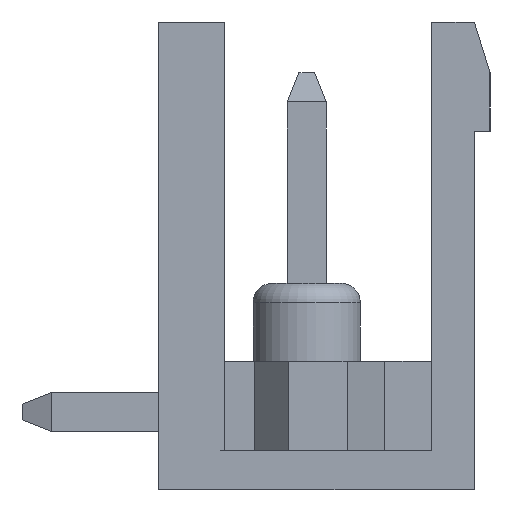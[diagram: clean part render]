
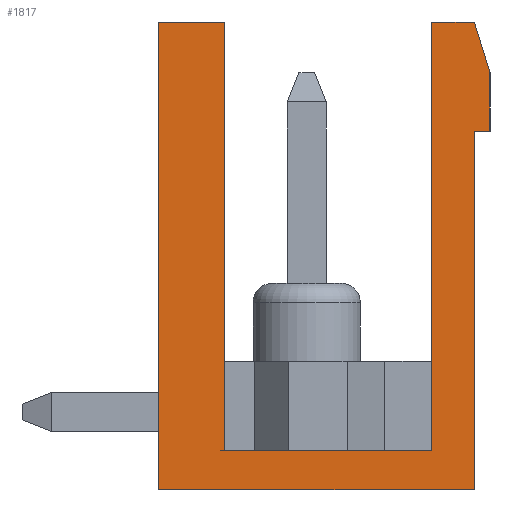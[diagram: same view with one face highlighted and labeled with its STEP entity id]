
A CAD part, left-side view. The second image highlights one B-rep face of the part: STEP entity #1817.
In plain terms, the highlighted planar face has unit normal (-1, 0, 0).
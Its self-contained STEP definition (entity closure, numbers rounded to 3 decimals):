
#1817 = ADVANCED_FACE( '', ( #3736 ), #3737, .F. );
#3736 = FACE_OUTER_BOUND( '', #5803, .T. );
#3737 = PLANE( '', #5804 );
#5803 = EDGE_LOOP( '', ( #10978, #10979, #10980, #10981, #10982, #10983, #10984, #10985, #10986, #10987, #10988 ) );
#5804 = AXIS2_PLACEMENT_3D( '', #10989, #10990, #10991 );
#10978 = ORIENTED_EDGE( '', *, *, #14755, .T. );
#10979 = ORIENTED_EDGE( '', *, *, #14773, .F. );
#10980 = ORIENTED_EDGE( '', *, *, #13142, .F. );
#10981 = ORIENTED_EDGE( '', *, *, #14974, .F. );
#10982 = ORIENTED_EDGE( '', *, *, #14517, .T. );
#10983 = ORIENTED_EDGE( '', *, *, #14975, .F. );
#10984 = ORIENTED_EDGE( '', *, *, #13875, .F. );
#10985 = ORIENTED_EDGE( '', *, *, #14011, .F. );
#10986 = ORIENTED_EDGE( '', *, *, #14399, .T. );
#10987 = ORIENTED_EDGE( '', *, *, #14128, .T. );
#10988 = ORIENTED_EDGE( '', *, *, #14922, .F. );
#10989 = CARTESIAN_POINT( '', ( -48.26, 0., 0. ) );
#10990 = DIRECTION( '', ( 1., 0., 0. ) );
#10991 = DIRECTION( '', ( 0., 0., -1. ) );
#13142 = EDGE_CURVE( '', #15974, #15976, #15977, .T. );
#13875 = EDGE_CURVE( '', #17185, #17186, #17187, .T. );
#14011 = EDGE_CURVE( '', #17403, #17185, #17404, .T. );
#14128 = EDGE_CURVE( '', #17581, #17582, #17583, .T. );
#14399 = EDGE_CURVE( '', #17403, #17581, #17972, .T. );
#14517 = EDGE_CURVE( '', #18136, #18134, #18137, .T. );
#14755 = EDGE_CURVE( '', #18445, #18446, #18447, .T. );
#14773 = EDGE_CURVE( '', #15976, #18446, #18470, .T. );
#14922 = EDGE_CURVE( '', #18445, #17582, #18654, .T. );
#14974 = EDGE_CURVE( '', #18136, #15974, #18715, .T. );
#14975 = EDGE_CURVE( '', #17186, #18134, #18716, .T. );
#15974 = VERTEX_POINT( '', #20053 );
#15976 = VERTEX_POINT( '', #20056 );
#15977 = LINE( '', #20057, #20058 );
#17185 = VERTEX_POINT( '', #21808 );
#17186 = VERTEX_POINT( '', #21809 );
#17187 = LINE( '', #21810, #21811 );
#17403 = VERTEX_POINT( '', #22143 );
#17404 = LINE( '', #22144, #22145 );
#17581 = VERTEX_POINT( '', #22403 );
#17582 = VERTEX_POINT( '', #22404 );
#17583 = LINE( '', #22405, #22406 );
#17972 = LINE( '', #23002, #23003 );
#18134 = VERTEX_POINT( '', #23241 );
#18136 = VERTEX_POINT( '', #23244 );
#18137 = LINE( '', #23245, #23246 );
#18445 = VERTEX_POINT( '', #23695 );
#18446 = VERTEX_POINT( '', #23696 );
#18447 = LINE( '', #23697, #23698 );
#18470 = LINE( '', #23733, #23734 );
#18654 = LINE( '', #24003, #24004 );
#18715 = LINE( '', #24096, #24097 );
#18716 = LINE( '', #24098, #24099 );
#20053 = CARTESIAN_POINT( '', ( -48.26, -2.95, -5. ) );
#20056 = CARTESIAN_POINT( '', ( -48.26, -2.95, 6. ) );
#20057 = CARTESIAN_POINT( '', ( -48.26, -2.95, -5. ) );
#20058 = VECTOR( '', #24907, 1000. );
#21808 = CARTESIAN_POINT( '', ( -48.26, 4.05, -6. ) );
#21809 = CARTESIAN_POINT( '', ( -48.26, 4.05, 6. ) );
#21810 = CARTESIAN_POINT( '', ( -48.26, 4.05, -6. ) );
#21811 = VECTOR( '', #25576, 1000. );
#22143 = CARTESIAN_POINT( '', ( -48.26, -4.05, -6. ) );
#22144 = CARTESIAN_POINT( '', ( -48.26, -4.45, -6. ) );
#22145 = VECTOR( '', #25693, 1000. );
#22403 = CARTESIAN_POINT( '', ( -48.26, -4.05, 3.2 ) );
#22404 = CARTESIAN_POINT( '', ( -48.26, -4.45, 3.2 ) );
#22405 = CARTESIAN_POINT( '', ( -48.26, -4.05, 3.2 ) );
#22406 = VECTOR( '', #25808, 1000. );
#23002 = CARTESIAN_POINT( '', ( -48.26, -4.05, -6. ) );
#23003 = VECTOR( '', #26049, 1000. );
#23241 = CARTESIAN_POINT( '', ( -48.26, 2.35, 6. ) );
#23244 = CARTESIAN_POINT( '', ( -48.26, 2.35, -5. ) );
#23245 = CARTESIAN_POINT( '', ( -48.26, 2.35, -5. ) );
#23246 = VECTOR( '', #26148, 1000. );
#23695 = CARTESIAN_POINT( '', ( -48.26, -4.45, 4.7 ) );
#23696 = CARTESIAN_POINT( '', ( -48.26, -4.05, 6. ) );
#23697 = CARTESIAN_POINT( '', ( -48.26, -4.45, 4.7 ) );
#23698 = VECTOR( '', #26353, 1000. );
#23733 = CARTESIAN_POINT( '', ( -48.26, 4.05, 6. ) );
#23734 = VECTOR( '', #26366, 1000. );
#24003 = CARTESIAN_POINT( '', ( -48.26, -4.45, 6. ) );
#24004 = VECTOR( '', #26473, 1000. );
#24096 = CARTESIAN_POINT( '', ( -48.26, 2.35, -5. ) );
#24097 = VECTOR( '', #26520, 1000. );
#24098 = CARTESIAN_POINT( '', ( -48.26, 4.05, 6. ) );
#24099 = VECTOR( '', #26521, 1000. );
#24907 = DIRECTION( '', ( 0., 0., 1. ) );
#25576 = DIRECTION( '', ( 0., 0., 1. ) );
#25693 = DIRECTION( '', ( 0., 1., 0. ) );
#25808 = DIRECTION( '', ( 0., -1., 0. ) );
#26049 = DIRECTION( '', ( 0., 0., 1. ) );
#26148 = DIRECTION( '', ( 0., 0., 1. ) );
#26353 = DIRECTION( '', ( 0., 0.294, 0.956 ) );
#26366 = DIRECTION( '', ( 0., -1., 0. ) );
#26473 = DIRECTION( '', ( 0., 0., -1. ) );
#26520 = DIRECTION( '', ( 0., -1., 0. ) );
#26521 = DIRECTION( '', ( 0., -1., 0. ) );
